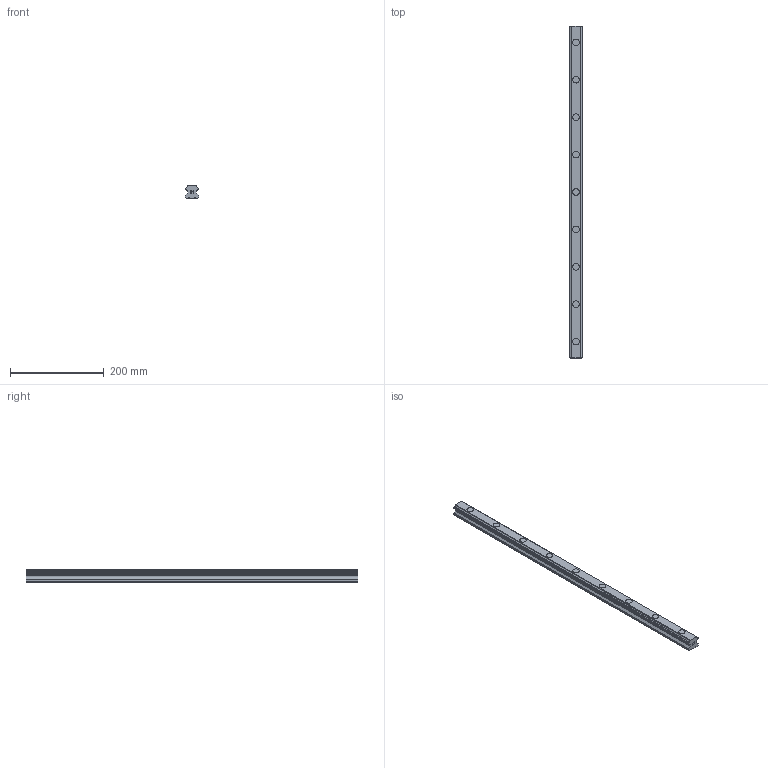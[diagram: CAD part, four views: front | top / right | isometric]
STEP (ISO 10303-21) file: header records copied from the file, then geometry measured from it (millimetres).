
FILE_DESCRIPTION(('STEP AP214'),'1');
FILE_NAME('cctmp_575C4DF9-1D38-419B-810F-049202F5281E_2020_6_29_13_19_5_334..stp','2020-06-29T11:19:05',('HIWIN GmbH'),('CADClick - www.CADClick.com'),'Spatial InterOp 3D',' ','unknown authorization');
FILE_SCHEMA(('AUTOMOTIVE_DESIGN'));
Length unit declared in the file: millimetre
Products named in the file (1): HGR30R710H_FILE
Bounding box: 28 x 710 x 26 mm (x, y, z)
Volume: 412774.4 mm3; surface area: 89040.4 mm2
Topology: 1 solids, 1 shells, 196 faces, 489 edges, 326 vertices
Faces by surface type: plane 120, cylinder 76
Entity records: 7457 total; most frequent: DIRECTION 1035, CARTESIAN_POINT 1012, ORIENTED_EDGE 978, EDGE_CURVE 489, AXIS2_PLACEMENT_3D 349, LINE 337, VECTOR 337, VERTEX_POINT 326
